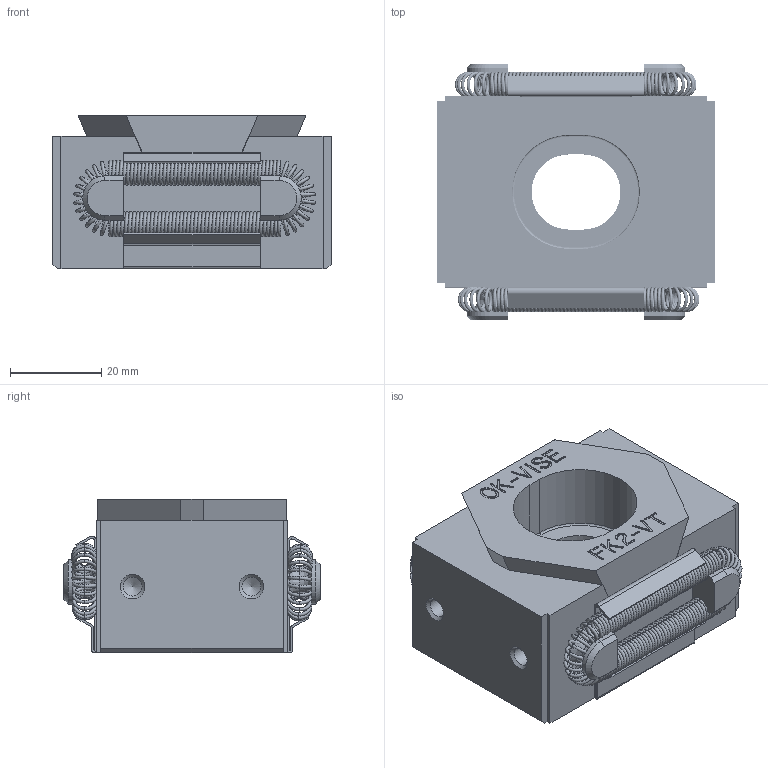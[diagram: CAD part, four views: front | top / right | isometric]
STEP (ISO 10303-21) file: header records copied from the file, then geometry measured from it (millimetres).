
FILE_DESCRIPTION((''),'2;1');
FILE_NAME('FK2-VT-T.stp','2011-11-23T07:01:38',('tuuja'),(''),'Autodesk Inventor 2010','Autodesk Inventor 2010','');
FILE_SCHEMA(('AUTOMOTIVE_DESIGN { 1 0 10303 214 1 1 1 1 }'));
Length unit declared in the file: millimetre
Products named in the file (7): FK2-VT-T; F-Spring; F-spring pääty+suorat; F-spring_pääty; SIF; PLFK2-VT-T; KIFK2-VT
Assembly tree (9 placements, depth 3):
  FK2-VT-T
    F-Spring  x2
      F-spring pääty+suorat
      F-spring_pääty
    SIF  x2
    PLFK2-VT-T  x2
    KIFK2-VT
Bounding box: 61 x 56.2 x 33.72 mm (x, y, z)
Volume: 66203.5 mm3; surface area: 32176.8 mm2
Topology: 9 solids, 9 shells, 1208 faces, 2955 edges, 1768 vertices
Faces by surface type: plane 520, torus 472, bspline 182, cylinder 32, cone 2
Entity records: 18747 total; most frequent: CARTESIAN_POINT 4833, DIRECTION 2748, ORIENTED_EDGE 2574, EDGE_CURVE 1287, AXIS2_PLACEMENT_3D 1142, EDGE_LOOP 972, VERTEX_POINT 837, FACE_OUTER_BOUND 711
